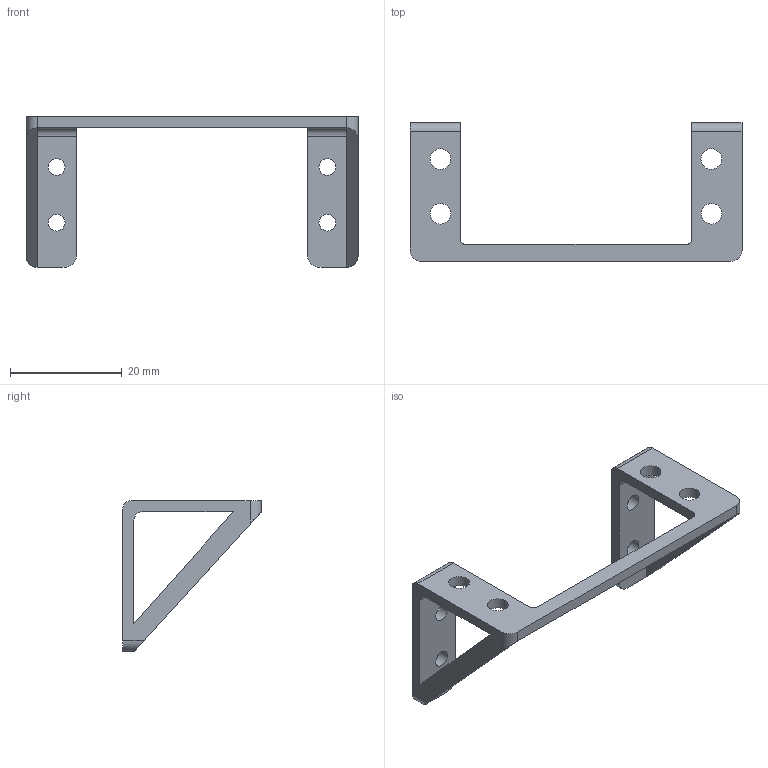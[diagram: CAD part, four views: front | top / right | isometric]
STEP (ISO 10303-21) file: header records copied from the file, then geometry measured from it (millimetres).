
FILE_DESCRIPTION(/* description */ (''),/* implementation_level */ '2;1');
FILE_NAME(/* name */ 'part01.step',/* time_stamp */ '2018-01-18T13:34:23+09:00',/* author */ ('baba.r'),/* organization */ (''),/* preprocessor_version */ 'ST-DEVELOPER v16.13',/* originating_system */ 'Autodesk Translation Framework v6.5.0.72',/* authorisation */ '');
FILE_SCHEMA (('AUTOMOTIVE_DESIGN { 1 0 10303 214 3 1 1 }'));
Length unit declared in the file: millimetre
Products named in the file (1): servo_hub
Bounding box: 59.5 x 24.8 x 27 mm (x, y, z)
Volume: 2316.3 mm3; surface area: 3277.5 mm2
Topology: 1 solids, 1 shells, 40 faces, 116 edges, 76 vertices
Faces by surface type: cylinder 20, plane 20
Full cylindrical faces by diameter (mm): 3 x4, 3.7 x4
Entity records: 1412 total; most frequent: DIRECTION 242, CARTESIAN_POINT 233, ORIENTED_EDGE 232, EDGE_CURVE 116, AXIS2_PLACEMENT_3D 85, VERTEX_POINT 76, LINE 72, VECTOR 72
